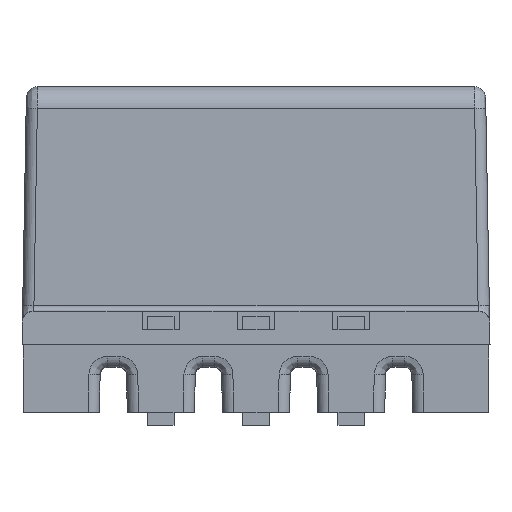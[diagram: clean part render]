
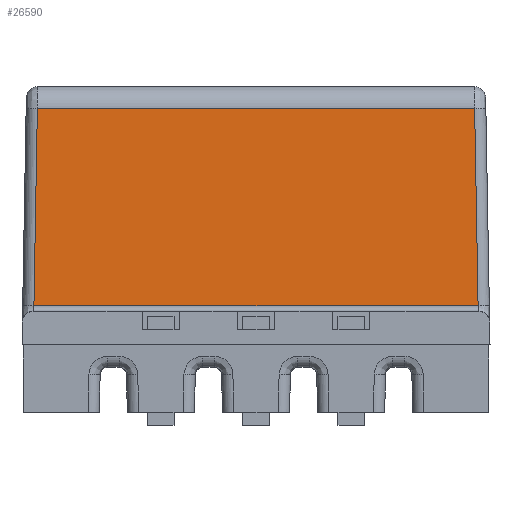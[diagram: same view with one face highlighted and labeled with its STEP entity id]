
A CAD part, left-side view. The second image highlights one B-rep face of the part: STEP entity #26590.
In plain terms, the highlighted planar face has unit normal (-1, 0, 0.018).
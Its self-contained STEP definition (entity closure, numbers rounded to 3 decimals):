
#112=DIRECTION('',(0.,1.,0.));
#113=VECTOR('',#112,11.863);
#114=CARTESIAN_POINT('',(9.974,-127.566,1.047));
#115=LINE('',#114,#113);
#2434=DIRECTION('',(-0.017,0.017,-1.));
#2435=VECTOR('',#2434,5.265);
#2436=CARTESIAN_POINT('',(10.066,-115.794,6.31));
#2437=LINE('',#2436,#2435);
#2438=DIRECTION('',(0.017,0.017,1.));
#2439=VECTOR('',#2438,5.265);
#2440=CARTESIAN_POINT('',(9.974,-127.566,1.047));
#2441=LINE('',#2440,#2439);
#7243=DIRECTION('',(0.,-1.,0.));
#7244=VECTOR('',#7243,11.68);
#7245=CARTESIAN_POINT('',(10.066,-115.794,6.31));
#7246=LINE('',#7245,#7244);
#17965=CARTESIAN_POINT('',(10.066,-115.794,
6.31));
#17966=CARTESIAN_POINT('',(9.974,-115.702,
1.047));
#17967=VERTEX_POINT('',#17965);
#17968=VERTEX_POINT('',#17966);
#17969=CARTESIAN_POINT('',(9.974,-127.566,
1.047));
#17970=VERTEX_POINT('',#17969);
#17971=CARTESIAN_POINT('',(10.066,-127.474,
6.31));
#17972=VERTEX_POINT('',#17971);
#26577=CARTESIAN_POINT('',(9.984,-121.634,1.6));
#26578=DIRECTION('',(-1.,0.,0.017));
#26579=DIRECTION('',(-0.017,0.,-1.));
#26580=AXIS2_PLACEMENT_3D('',#26577,#26578,#26579);
#26581=PLANE('',#26580);
#26583=ORIENTED_EDGE('',*,*,#26582,.F.);
#26585=ORIENTED_EDGE('',*,*,#26584,.T.);
#26586=ORIENTED_EDGE('',*,*,#26569,.F.);
#26587=ORIENTED_EDGE('',*,*,#23624,.T.);
#26588=EDGE_LOOP('',(#26583,#26585,#26586,#26587));
#26589=FACE_OUTER_BOUND('',#26588,.F.);
#23624=EDGE_CURVE('',#17970,#17968,#115,.T.);
#26569=EDGE_CURVE('',#17970,#17972,#2441,.T.);
#26582=EDGE_CURVE('',#17967,#17968,#2437,.T.);
#26584=EDGE_CURVE('',#17967,#17972,#7246,.T.);
#26590=ADVANCED_FACE('',(#26589),#26581,.T.);
